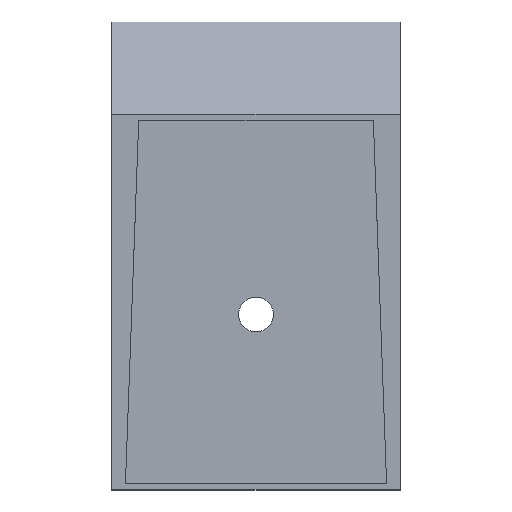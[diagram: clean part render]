
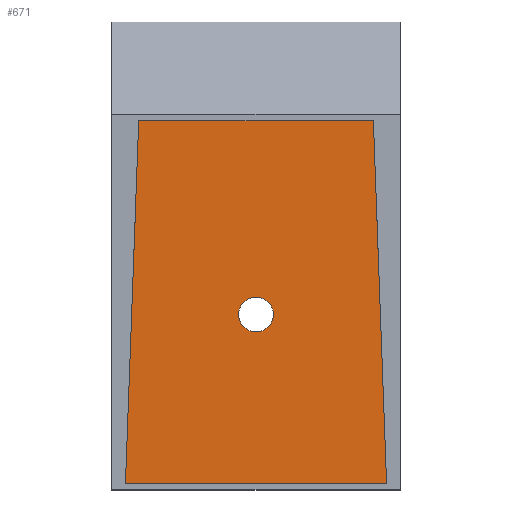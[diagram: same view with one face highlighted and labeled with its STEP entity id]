
A CAD part, top view. The second image highlights one B-rep face of the part: STEP entity #671.
In plain terms, the highlighted planar face has unit normal (0, 0, 1).
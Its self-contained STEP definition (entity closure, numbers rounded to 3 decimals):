
#8 = CIRCLE ( 'NONE', #43, 3. ) ;
#16 = PLANE ( 'NONE',  #216 ) ;
#43 = AXIS2_PLACEMENT_3D ( 'NONE', #1167, #335, #1172 ) ;
#76 = ORIENTED_EDGE ( 'NONE', *, *, #78, .F. ) ;
#78 = EDGE_CURVE ( 'NONE', #871, #1010, #1114, .T. ) ;
#102 = DIRECTION ( 'NONE',  ( 0.036, -0.999, 0. ) ) ;
#180 = ORIENTED_EDGE ( 'NONE', *, *, #545, .F. ) ;
#211 = CARTESIAN_POINT ( 'NONE',  ( -22.6, -31.35, 15. ) ) ;
#216 = AXIS2_PLACEMENT_3D ( 'NONE', #482, #749, #290 ) ;
#218 = LINE ( 'NONE', #761, #255 ) ;
#232 = EDGE_CURVE ( 'NONE', #1010, #1111, #451, .T. ) ;
#255 = VECTOR ( 'NONE', #399, 1000. ) ;
#290 = DIRECTION ( 'NONE',  ( 1., 0., 0. ) ) ;
#335 = DIRECTION ( 'NONE',  ( 0., 0., 1. ) ) ;
#398 = VERTEX_POINT ( 'NONE', #1161 ) ;
#399 = DIRECTION ( 'NONE',  ( 0.037, 0.999, 0. ) ) ;
#443 = VECTOR ( 'NONE', #1081, 1000. ) ;
#444 = DIRECTION ( 'NONE',  ( 1., 0., 0. ) ) ;
#451 = LINE ( 'NONE', #733, #543 ) ;
#482 = CARTESIAN_POINT ( 'NONE',  ( 0., 0., 15. ) ) ;
#488 = EDGE_LOOP ( 'NONE', ( #830, #76, #866, #526 ) ) ;
#505 = EDGE_CURVE ( 'NONE', #879, #871, #1089, .T. ) ;
#526 = ORIENTED_EDGE ( 'NONE', *, *, #787, .F. ) ;
#543 = VECTOR ( 'NONE', #1189, 1000. ) ;
#545 = EDGE_CURVE ( 'NONE', #673, #398, #1179, .T. ) ;
#559 = FACE_OUTER_BOUND ( 'NONE', #488, .T. ) ;
#594 = EDGE_CURVE ( 'NONE', #398, #673, #8, .T. ) ;
#660 = AXIS2_PLACEMENT_3D ( 'NONE', #717, #1183, #444 ) ;
#671 = ADVANCED_FACE ( 'NONE', ( #1118, #559 ), #16, .T. ) ;
#673 = VERTEX_POINT ( 'NONE', #1036 ) ;
#684 = CARTESIAN_POINT ( 'NONE',  ( 20.31, 31.35, 15. ) ) ;
#717 = CARTESIAN_POINT ( 'NONE',  ( 0., -2.15, 15. ) ) ;
#733 = CARTESIAN_POINT ( 'NONE',  ( 22.6, -31.35, 15. ) ) ;
#746 = CARTESIAN_POINT ( 'NONE',  ( 22.6, -31.35, 15. ) ) ;
#749 = DIRECTION ( 'NONE',  ( 0., 0., 1. ) ) ;
#761 = CARTESIAN_POINT ( 'NONE',  ( -20.3, 31.35, 15. ) ) ;
#787 = EDGE_CURVE ( 'NONE', #1111, #879, #218, .T. ) ;
#789 = CARTESIAN_POINT ( 'NONE',  ( -20.3, 31.35, 15. ) ) ;
#808 = CARTESIAN_POINT ( 'NONE',  ( -20.3, 31.35, 15. ) ) ;
#830 = ORIENTED_EDGE ( 'NONE', *, *, #232, .F. ) ;
#844 = CARTESIAN_POINT ( 'NONE',  ( 20.31, 31.35, 15. ) ) ;
#866 = ORIENTED_EDGE ( 'NONE', *, *, #505, .F. ) ;
#871 = VERTEX_POINT ( 'NONE', #684 ) ;
#879 = VERTEX_POINT ( 'NONE', #789 ) ;
#889 = EDGE_LOOP ( 'NONE', ( #180, #949 ) ) ;
#920 = VECTOR ( 'NONE', #102, 1000. ) ;
#949 = ORIENTED_EDGE ( 'NONE', *, *, #594, .F. ) ;
#1010 = VERTEX_POINT ( 'NONE', #746 ) ;
#1036 = CARTESIAN_POINT ( 'NONE',  ( 3., -2.15, 15. ) ) ;
#1081 = DIRECTION ( 'NONE',  ( 1., 0., 0. ) ) ;
#1089 = LINE ( 'NONE', #808, #443 ) ;
#1111 = VERTEX_POINT ( 'NONE', #211 ) ;
#1114 = LINE ( 'NONE', #844, #920 ) ;
#1118 = FACE_BOUND ( 'NONE', #889, .T. ) ;
#1161 = CARTESIAN_POINT ( 'NONE',  ( -3., -2.15, 15. ) ) ;
#1167 = CARTESIAN_POINT ( 'NONE',  ( 0., -2.15, 15. ) ) ;
#1172 = DIRECTION ( 'NONE',  ( 1., 0., 0. ) ) ;
#1179 = CIRCLE ( 'NONE', #660, 3. ) ;
#1183 = DIRECTION ( 'NONE',  ( 0., 0., 1. ) ) ;
#1189 = DIRECTION ( 'NONE',  ( -1., 0., 0. ) ) ;
